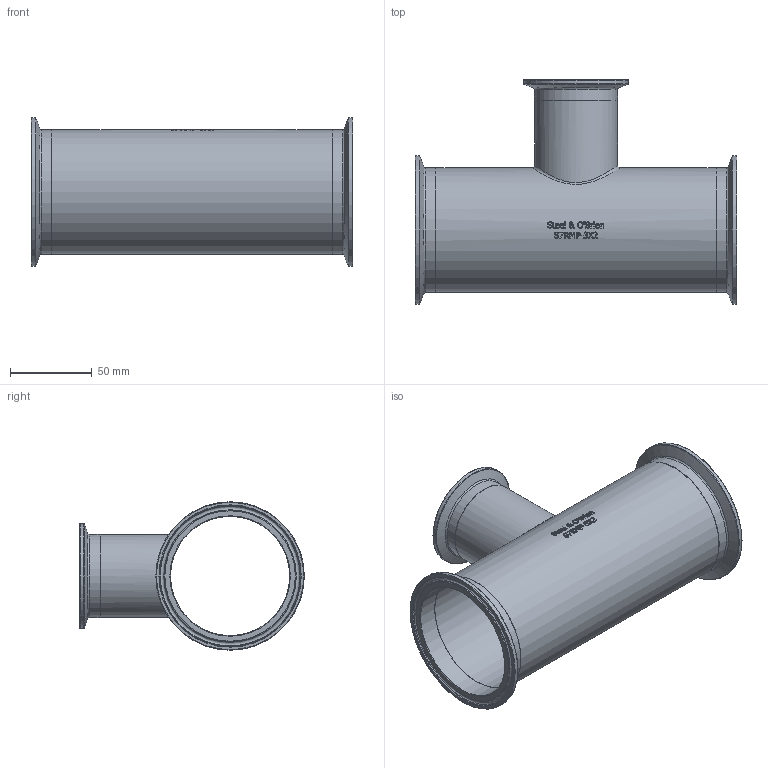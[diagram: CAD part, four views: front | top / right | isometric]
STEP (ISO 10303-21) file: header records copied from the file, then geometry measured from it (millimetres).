
FILE_DESCRIPTION(/* description */ (''),/* implementation_level */ '2;1');
FILE_NAME(/* name */ 'S7RMP-3X2.stp',/* time_stamp */ '2018-11-29T16:21:48-05:00',/* author */ ('ken'),/* organization */ (''),/* preprocessor_version */ 'ST-DEVELOPER v15.2',/* originating_system */ 'Autodesk Inventor 2014',/* authorisation */ '');
FILE_SCHEMA (('AUTOMOTIVE_DESIGN { 1 0 10303 214 3 1 1 }'));
Length unit declared in the file: inch
Products named in the file (1): S7RMP-3X2
Bounding box: 196.85 x 137.53 x 90.91 mm (x, y, z)
Volume: 106141.2 mm3; surface area: 117556 mm2
Topology: 1 solids, 1 shells, 428 faces, 1117 edges, 733 vertices
Faces by surface type: bspline 181, plane 165, cylinder 46, torus 27, cone 9
Full cylindrical faces by diameter (mm): 47.498 x2, 50.8 x2, 63.906 x1, 72.898 x3, 76.2 x3, 90.907 x2
Entity records: 16408 total; most frequent: CARTESIAN_POINT 7056, ORIENTED_EDGE 2126, DIRECTION 1417, EDGE_CURVE 1063, VERTEX_POINT 729, EDGE_LOOP 524, LINE 479, VECTOR 479
